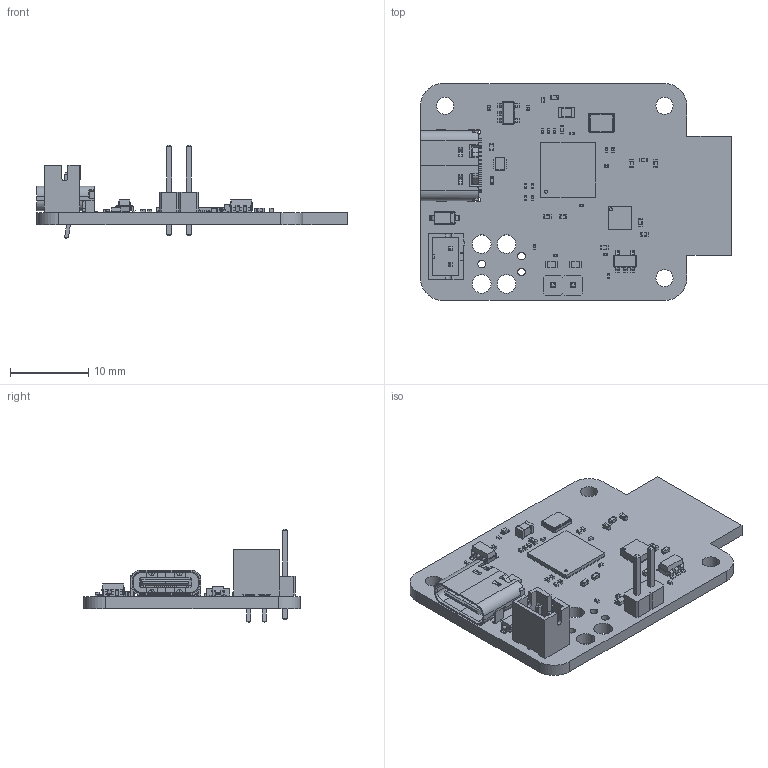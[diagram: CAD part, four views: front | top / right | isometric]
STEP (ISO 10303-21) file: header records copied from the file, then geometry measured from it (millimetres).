
FILE_DESCRIPTION(('KiCad electronic assembly'),'2;1');
FILE_NAME('HW_MoveCritic_KiCad_Project.step','2024-03-30T12:43:38',( 'Pcbnew'),('Kicad'),'Open CASCADE STEP processor 7.7', 'KiCad to STEP converter','Unknown');
FILE_SCHEMA(('AUTOMOTIVE_DESIGN { 1 0 10303 214 1 1 1 1 }'));
Length unit declared in the file: millimetre
Products named in the file (36): HW_MoveCritic_KiCad_Project 1; C_0201_0603Metric; SOT-666; SOT_666; L_0805_2012Metric; L_0402_1005Metric; R_0402_1005Metric; C_0402_1005Metric; LED_0402_1005Metric; R_0603_1608Metric; ICM-20948; PinHeader_1x02_P2.54mm_Vertical; PinHeader_1x02_P254mm_Vertical; USB_C_Receptacle_GCT_USB4105-xx-A_16P_TopMnt_Horizontal; USB_C_Receptacle_16P_TopMnt_Horizontal_GCT_USB4105-xx-A; JST_PH_B2B-PH-K_1x02_P2.00mm_Vertical; JST_B2B_PH_K; STM32WB55CEU6; STM32WB55CGU6; D_SOD-123; D_SOD_123; SOT-23-5; SOT_23_5; Crystal_SMD_TXC_7M-4Pin_3.2x2.5mm; R_0201_0603Metric; HW_MoveCritic_FBTM_KiCad_Project_PCB
Assembly tree (62 placements, depth 3):
  HW_MoveCritic_KiCad_Project 1
    C_0201_0603Metric  x18
      C_0201_0603Metric
    SOT-666
      SOT_666
    L_0805_2012Metric
      L_0805_2012Metric
    L_0402_1005Metric  x2
      L_0402_1005Metric
    R_0402_1005Metric  x2
      R_0402_1005Metric
    C_0402_1005Metric  x7
      C_0402_1005Metric
    LED_0402_1005Metric
      LED_0402_1005Metric
    R_0603_1608Metric  x2
      R_0603_1608Metric
    ICM-20948
      ICM-20948
    PinHeader_1x02_P2.54mm_Vertical
      PinHeader_1x02_P254mm_Vertical
    USB_C_Receptacle_GCT_USB4105-xx-A_16P_TopMnt_Horizontal
      USB_C_Receptacle_16P_TopMnt_Horizontal_GCT_USB4105-xx-A
    JST_PH_B2B-PH-K_1x02_P2.00mm_Vertical
      JST_B2B_PH_K
    STM32WB55CEU6
      STM32WB55CGU6
    D_SOD-123
      D_SOD_123
    SOT-23-5  x2
      SOT_23_5
    Crystal_SMD_TXC_7M-4Pin_3.2x2.5mm
      Crystal_SMD_TXC_7M-4Pin_3.2x2.5mm
    R_0201_0603Metric
      R_0201_0603Metric
    HW_MoveCritic_FBTM_KiCad_Project_PCB
Bounding box: 39.7 x 27.7 x 11.94 mm (x, y, z)
Volume: 1867.5 mm3; surface area: 3652.6 mm2
Topology: 160 solids, 160 shells, 3153 faces, 7960 edges, 5188 vertices
Faces by surface type: plane 2181, cylinder 866, bspline 98, cone 8
Full cylindrical faces by diameter (mm): 0.5 x2, 0.65 x2, 0.75 x2, 0.991 x3, 1 x2, 2.2 x3, 2.375 x4
Entity records: 79114 total; most frequent: CARTESIAN_POINT 12419, ORIENTED_EDGE 11638, DIRECTION 11441, EDGE_CURVE 5819, LINE 4633, VECTOR 4633, VERTEX_POINT 3778, AXIS2_PLACEMENT_3D 3404
